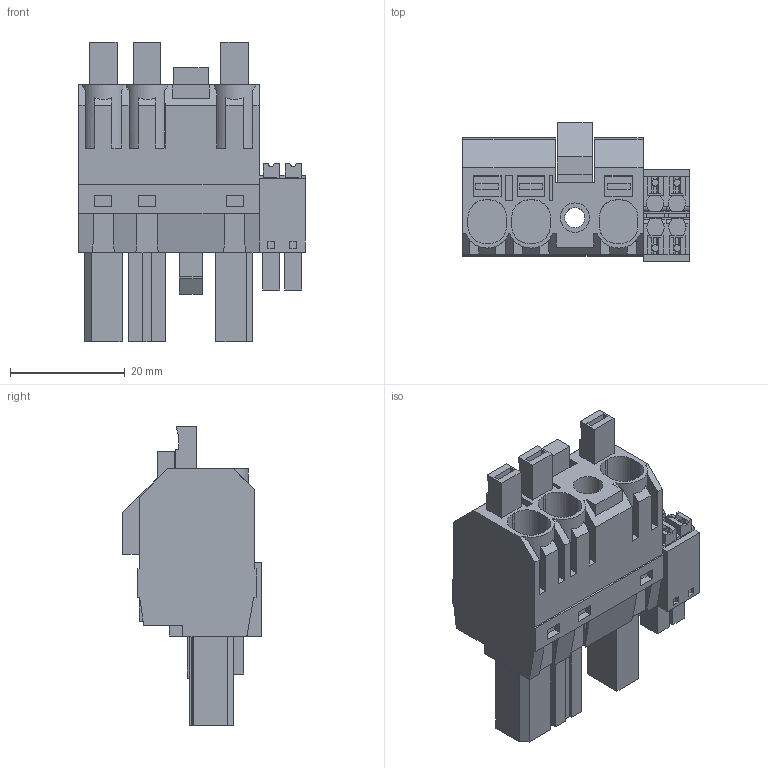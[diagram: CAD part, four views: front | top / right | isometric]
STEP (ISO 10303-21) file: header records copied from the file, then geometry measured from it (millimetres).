
FILE_DESCRIPTION(('CATIA V5 STEP Exchange','CAx-IF Rec.Pracs.--- Model Styling and Organization---1.4--- 2014-01-23'),'2;1');
FILE_NAME ('D1530501_1_2549460000_2549460000.stp','2023-09-07T12:40:02+00:00',('none'),('Weidmueller'),'CATIA Version 5-6 Release 2016 SP3 HF44','CATIA V5 STEP AP214','none');
FILE_SCHEMA(('AUTOMOTIVE_DESIGN { 1 0 10303 214 1 1 1 1 }'));
Length unit declared in the file: millimetre
Products named in the file (1): 2549460000
Bounding box: 39.41 x 24.13 x 52.11 mm (x, y, z)
Volume: 19369.9 mm3; surface area: 11067.8 mm2
Topology: 9 solids, 9 shells, 609 faces, 1666 edges, 1107 vertices
Faces by surface type: plane 554, cylinder 55
Entity records: 18359 total; most frequent: CARTESIAN_POINT 3591, ORIENTED_EDGE 3332, DIRECTION 2507, EDGE_CURVE 1666, VECTOR 1502, LINE 1502, VERTEX_POINT 1107, EDGE_LOOP 651
